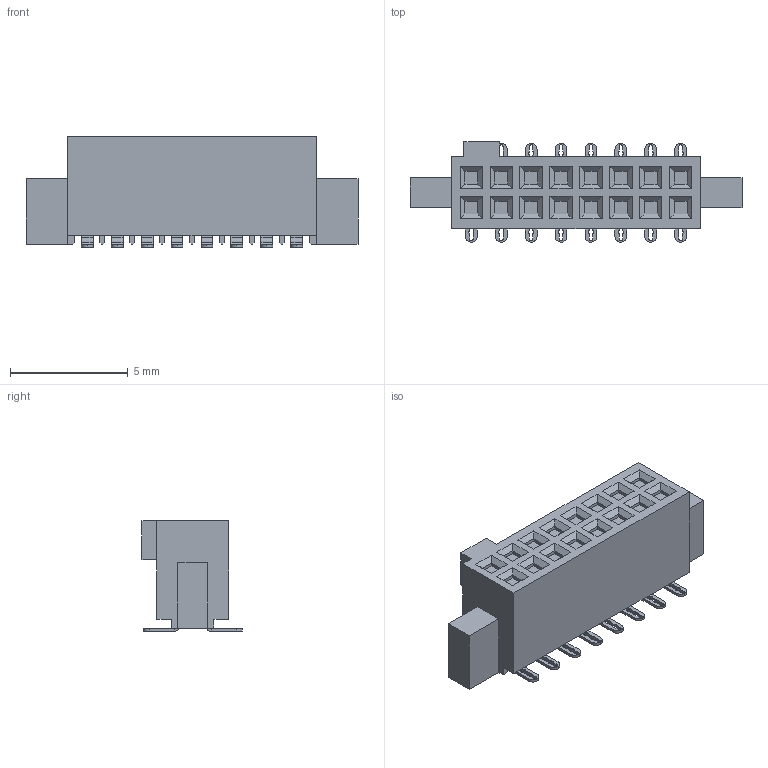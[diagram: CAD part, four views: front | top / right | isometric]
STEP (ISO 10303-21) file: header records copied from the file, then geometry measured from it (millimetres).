
FILE_DESCRIPTION( ('This file contains a STEP AP42 implementation' ,'as created by ZW3D STEP Interface translator.') ,'2;1' );
FILE_NAME( '3601-S016-C11MXXR02.stp' ,'24 417.101235', (''), ('ZWCAD Software Co.'), 'Version 1.0', 'ZW3D to STEP translator', '' );
FILE_SCHEMA(('AUTOMOTIVE_DESIGN { 1 0 10303 214 1 1 1 1 }'));
Length unit declared in the file: millimetre
Products named in the file (2): 0; 3601-S016-C11MXXR02
Bounding box: 14.1 x 4.25 x 4.7 mm (x, y, z)
Volume: 145.7 mm3; surface area: 309.2 mm2
Topology: 1 solids, 1 shells, 1033 faces, 2594 edges, 1620 vertices
Faces by surface type: plane 679, cylinder 354
Full cylindrical faces by diameter (mm): 0.5 x2
Entity records: 31634 total; most frequent: DIRECTION 5370, CARTESIAN_POINT 5264, ORIENTED_EDGE 5188, EDGE_CURVE 2594, VECTOR 1878, LINE 1878, AXIS2_PLACEMENT_3D 1746, VERTEX_POINT 1620
